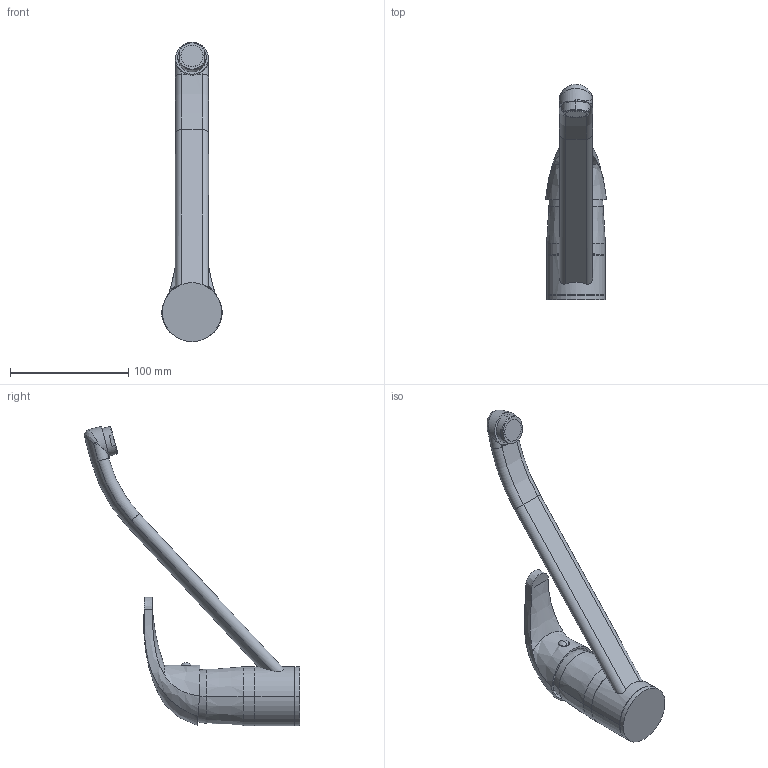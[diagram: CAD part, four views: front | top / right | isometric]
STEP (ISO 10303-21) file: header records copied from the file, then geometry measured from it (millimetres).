
FILE_DESCRIPTION((''),'2;1');
FILE_NAME('PE182CR_SW0001','2024-09-23T15:43:04',('alberto.gaboardi'),('PAFFONI SpA'),'CREO PARAMETRIC BY PTC INC, 2022124','CREO PARAMETRIC BY PTC INC, 2022124','');
FILE_SCHEMA(('CONFIG_CONTROL_DESIGN','SHAPE_APPEARANCE_LAYERS_GROUPS'));
Length unit declared in the file: millimetre
Products named in the file (1): PE182CR_SW0001
Bounding box: 51.37 x 182.34 x 253.52 mm (x, y, z)
Volume: 276940.7 mm3; surface area: 65798.6 mm2
Topology: 1 solids, 1 shells, 187 faces, 471 edges, 299 vertices
Faces by surface type: cylinder 85, plane 54, bspline 25, cone 16, torus 5, sphere 2
Entity records: 10591 total; most frequent: CARTESIAN_POINT 4935, ORIENTED_EDGE 926, DIRECTION 844, EDGE_CURVE 463, AXIS2_PLACEMENT_3D 336, VERTEX_POINT 299, EDGE_LOOP 216, FACE_OUTER_BOUND 187
